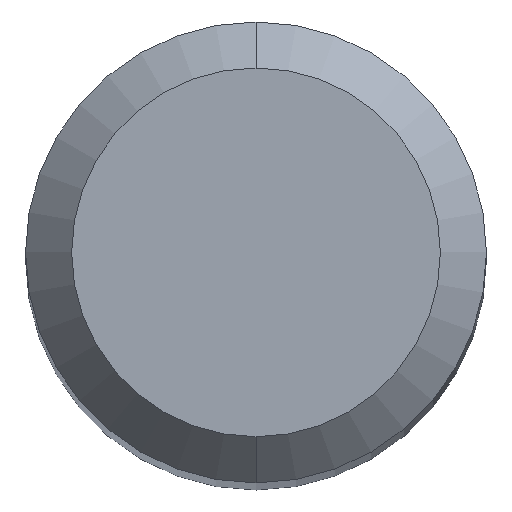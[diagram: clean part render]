
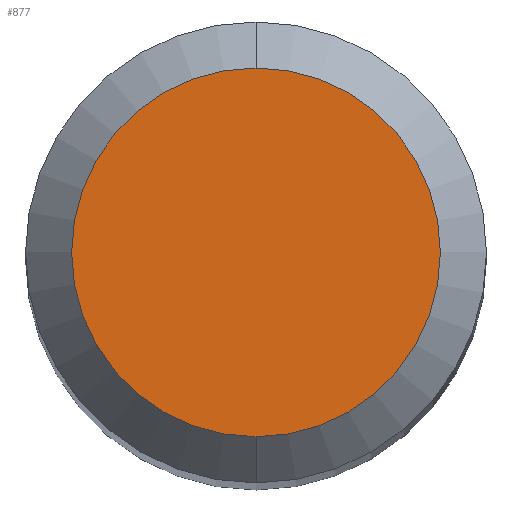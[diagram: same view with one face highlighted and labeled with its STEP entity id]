
A CAD part, top view. The second image highlights one B-rep face of the part: STEP entity #877.
In plain terms, the highlighted planar face has unit normal (0, 0, 1).
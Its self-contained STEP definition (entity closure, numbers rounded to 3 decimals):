
#413=VERTEX_POINT('',#1149);
#585=EDGE_CURVE('',#413,#631,#1331,.T.);
#595=EDGE_CURVE('',#631,#413,#1341,.T.);
#631=VERTEX_POINT('',#1382);
#877=ADVANCED_FACE('',(#1657),#1658,.T.);
#1149=CARTESIAN_POINT('',(0.0,1.2,0.0));
#1331=CIRCLE('',#2916,1.2);
#1341=CIRCLE('',#2939,1.2);
#1382=CARTESIAN_POINT('',(0.,-1.2,0.0));
#1657=FACE_OUTER_BOUND('',#5093,.T.);
#1658=PLANE('',#5094);
#2916=AXIS2_PLACEMENT_3D('',#6292,#6293,#6294);
#2939=AXIS2_PLACEMENT_3D('',#6301,#6302,#6303);
#5093=EDGE_LOOP('',(#6667,#6668));
#5094=AXIS2_PLACEMENT_3D('',#6669,#6670,#6671);
#6292=CARTESIAN_POINT('',(0.0,0.0,0.0));
#6293=DIRECTION('',(0.0,0.0,-1.0));
#6294=DIRECTION('',(0.0,1.0,0.0));
#6301=CARTESIAN_POINT('',(0.0,0.0,0.0));
#6302=DIRECTION('',(0.0,0.0,-1.0));
#6303=DIRECTION('',(0.0,1.0,0.0));
#6667=ORIENTED_EDGE('',*,*,#585,.F.);
#6668=ORIENTED_EDGE('',*,*,#595,.F.);
#6669=CARTESIAN_POINT('',(0.0,0.6,0.0));
#6670=DIRECTION('',(-0.0,0.0,1.0));
#6671=DIRECTION('',(0.0,-1.0,0.0));
